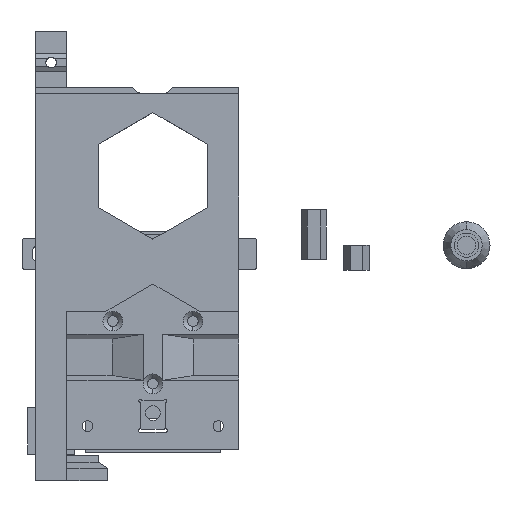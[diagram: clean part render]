
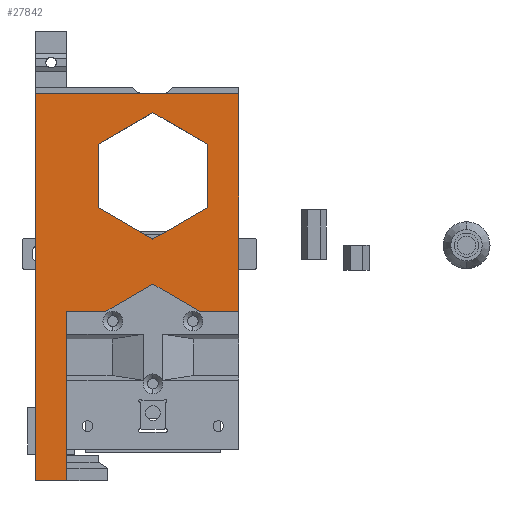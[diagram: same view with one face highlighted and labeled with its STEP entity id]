
A CAD part, front view. The second image highlights one B-rep face of the part: STEP entity #27842.
In plain terms, the highlighted face is planar.
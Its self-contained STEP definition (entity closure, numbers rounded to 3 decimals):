
#210 = CARTESIAN_POINT ( 'NONE',  ( -43.5, 79.85, 65. ) ) ;
#393 = CARTESIAN_POINT ( 'NONE',  ( -43.5, 10.41, 65. ) ) ;
#590 = ORIENTED_EDGE ( 'NONE', *, *, #1911, .T. ) ;
#934 = LINE ( 'NONE', #12935, #23958 ) ;
#1164 = VERTEX_POINT ( 'NONE', #7302 ) ;
#1350 = VERTEX_POINT ( 'NONE', #23829 ) ;
#1362 = VERTEX_POINT ( 'NONE', #26944 ) ;
#1499 = ORIENTED_EDGE ( 'NONE', *, *, #14766, .T. ) ;
#1911 = EDGE_CURVE ( 'NONE', #12677, #30336, #27373, .T. ) ;
#2395 = VERTEX_POINT ( 'NONE', #393 ) ;
#2547 = VERTEX_POINT ( 'NONE', #6782 ) ;
#2785 = DIRECTION ( 'NONE',  ( 0., 0.5, 0.866 ) ) ;
#2911 = LINE ( 'NONE', #15220, #7033 ) ;
#3151 = LINE ( 'NONE', #6105, #8244 ) ;
#3231 = CARTESIAN_POINT ( 'NONE',  ( -43.5, 63.746, 20. ) ) ;
#3543 = VECTOR ( 'NONE', #7471, 1000. ) ;
#3651 = PLANE ( 'NONE',  #20701 ) ;
#3886 = LINE ( 'NONE', #13434, #23769 ) ;
#3946 = ORIENTED_EDGE ( 'NONE', *, *, #9978, .T. ) ;
#4418 = EDGE_CURVE ( 'NONE', #21785, #2395, #4690, .T. ) ;
#4690 = LINE ( 'NONE', #25171, #16956 ) ;
#4957 = CARTESIAN_POINT ( 'NONE',  ( -43.5, 79.85, 10. ) ) ;
#5093 = LINE ( 'NONE', #19993, #16433 ) ;
#5106 = ORIENTED_EDGE ( 'NONE', *, *, #5694, .T. ) ;
#5121 = ORIENTED_EDGE ( 'NONE', *, *, #8172, .T. ) ;
#5156 = EDGE_CURVE ( 'NONE', #15138, #12677, #23931, .T. ) ;
#5532 = DIRECTION ( 'NONE',  ( 0., 1., 0. ) ) ;
#5694 = EDGE_CURVE ( 'NONE', #1362, #1164, #12570, .T. ) ;
#6013 = VECTOR ( 'NONE', #32272, 1000. ) ;
#6105 = CARTESIAN_POINT ( 'NONE',  ( -43.5, 10.41, 10. ) ) ;
#6190 = DIRECTION ( 'NONE',  ( 0., -1., 0. ) ) ;
#6264 = ORIENTED_EDGE ( 'NONE', *, *, #31957, .T. ) ;
#6656 = DIRECTION ( 'NONE',  ( 0., 0., -1. ) ) ;
#6782 = CARTESIAN_POINT ( 'NONE',  ( -43.5, 73.85, 37.5 ) ) ;
#7033 = VECTOR ( 'NONE', #5532, 1000. ) ;
#7280 = VERTEX_POINT ( 'NONE', #25948 ) ;
#7288 = VECTOR ( 'NONE', #11970, 1000. ) ;
#7302 = CARTESIAN_POINT ( 'NONE',  ( -43.5, 10.41, 52.5 ) ) ;
#7471 = DIRECTION ( 'NONE',  ( 0., 0.5, -0.866 ) ) ;
#7553 = VERTEX_POINT ( 'NONE', #30501 ) ;
#8172 = EDGE_CURVE ( 'NONE', #9812, #2547, #5093, .T. ) ;
#8244 = VECTOR ( 'NONE', #27921, 1000. ) ;
#8809 = VECTOR ( 'NONE', #22882, 1000. ) ;
#9063 = DIRECTION ( 'NONE',  ( 1., 0., 0. ) ) ;
#9320 = LINE ( 'NONE', #17311, #6013 ) ;
#9355 = EDGE_CURVE ( 'NONE', #2547, #15138, #11729, .T. ) ;
#9789 = LINE ( 'NONE', #14551, #3543 ) ;
#9812 = VERTEX_POINT ( 'NONE', #3231 ) ;
#9846 = DIRECTION ( 'NONE',  ( 0., -0.5, -0.866 ) ) ;
#9864 = VERTEX_POINT ( 'NONE', #9986 ) ;
#9978 = EDGE_CURVE ( 'NONE', #1350, #7280, #3886, .T. ) ;
#9986 = CARTESIAN_POINT ( 'NONE',  ( -43.5, 43.539, 20. ) ) ;
#10094 = DIRECTION ( 'NONE',  ( 0., -1., 0. ) ) ;
#11164 = VECTOR ( 'NONE', #21721, 1000. ) ;
#11344 = VECTOR ( 'NONE', #6656, 1000. ) ;
#11479 = CARTESIAN_POINT ( 'NONE',  ( -43.5, 63.746, 55. ) ) ;
#11729 = LINE ( 'NONE', #21394, #11164 ) ;
#11970 = DIRECTION ( 'NONE',  ( 0., -1., 0. ) ) ;
#12417 = CARTESIAN_POINT ( 'NONE',  ( -43.5, 10.41, 10. ) ) ;
#12518 = ORIENTED_EDGE ( 'NONE', *, *, #5156, .T. ) ;
#12570 = LINE ( 'NONE', #14705, #8809 ) ;
#12677 = VERTEX_POINT ( 'NONE', #17648 ) ;
#12797 = VERTEX_POINT ( 'NONE', #13387 ) ;
#12935 = CARTESIAN_POINT ( 'NONE',  ( -43.5, 10.41, 10. ) ) ;
#13387 = CARTESIAN_POINT ( 'NONE',  ( -43.5, 10.41, 10. ) ) ;
#13434 = CARTESIAN_POINT ( 'NONE',  ( -43.5, 33.75, 0. ) ) ;
#14551 = CARTESIAN_POINT ( 'NONE',  ( -43.5, 33.435, 37.5 ) ) ;
#14607 = CARTESIAN_POINT ( 'NONE',  ( -43.5, 43.539, 55. ) ) ;
#14705 = CARTESIAN_POINT ( 'NONE',  ( -43.5, 19.071, 37.5 ) ) ;
#14706 = DIRECTION ( 'NONE',  ( 0., 0., 1. ) ) ;
#14766 = EDGE_CURVE ( 'NONE', #7553, #1362, #22326, .T. ) ;
#15138 = VERTEX_POINT ( 'NONE', #27218 ) ;
#15220 = CARTESIAN_POINT ( 'NONE',  ( -43.5, 43.539, 20. ) ) ;
#16136 = EDGE_CURVE ( 'NONE', #23491, #12797, #934, .T. ) ;
#16313 = EDGE_CURVE ( 'NONE', #30336, #9864, #9789, .T. ) ;
#16433 = VECTOR ( 'NONE', #2785, 1000. ) ;
#16649 = EDGE_LOOP ( 'NONE', ( #16664, #5121, #19972, #12518, #590, #27388 ) ) ;
#16664 = ORIENTED_EDGE ( 'NONE', *, *, #23482, .T. ) ;
#16956 = VECTOR ( 'NONE', #10094, 1000. ) ;
#17311 = CARTESIAN_POINT ( 'NONE',  ( -43.5, -43.75, 10. ) ) ;
#17629 = VECTOR ( 'NONE', #9846, 1000. ) ;
#17648 = CARTESIAN_POINT ( 'NONE',  ( -43.5, 43.539, 55. ) ) ;
#18864 = ORIENTED_EDGE ( 'NONE', *, *, #16136, .T. ) ;
#18884 = CARTESIAN_POINT ( 'NONE',  ( -43.5, 33.75, 10. ) ) ;
#19972 = ORIENTED_EDGE ( 'NONE', *, *, #9355, .T. ) ;
#19993 = CARTESIAN_POINT ( 'NONE',  ( -43.5, 63.746, 20. ) ) ;
#20701 = AXIS2_PLACEMENT_3D ( 'NONE', #18884, #9063, #28894 ) ;
#21394 = CARTESIAN_POINT ( 'NONE',  ( -43.5, 73.85, 37.5 ) ) ;
#21721 = DIRECTION ( 'NONE',  ( 0., -0.5, 0.866 ) ) ;
#21785 = VERTEX_POINT ( 'NONE', #210 ) ;
#22153 = CARTESIAN_POINT ( 'NONE',  ( -43.5, 10.41, 22.5 ) ) ;
#22238 = LINE ( 'NONE', #12417, #29958 ) ;
#22326 = LINE ( 'NONE', #22153, #22930 ) ;
#22590 = ORIENTED_EDGE ( 'NONE', *, *, #24692, .F. ) ;
#22882 = DIRECTION ( 'NONE',  ( 0., -0.5, 0.866 ) ) ;
#22930 = VECTOR ( 'NONE', #26937, 1000. ) ;
#23341 = FACE_BOUND ( 'NONE', #16649, .T. ) ;
#23467 = ORIENTED_EDGE ( 'NONE', *, *, #4418, .F. ) ;
#23482 = EDGE_CURVE ( 'NONE', #9864, #9812, #2911, .T. ) ;
#23491 = VERTEX_POINT ( 'NONE', #24897 ) ;
#23769 = VECTOR ( 'NONE', #6190, 1000. ) ;
#23829 = CARTESIAN_POINT ( 'NONE',  ( -43.5, 79.85, 0. ) ) ;
#23931 = LINE ( 'NONE', #11479, #7288 ) ;
#23958 = VECTOR ( 'NONE', #28167, 1000. ) ;
#24107 = EDGE_LOOP ( 'NONE', ( #22590, #18864, #6264, #1499, #5106, #26923, #23467, #27333, #3946 ) ) ;
#24692 = EDGE_CURVE ( 'NONE', #23491, #7280, #9320, .T. ) ;
#24897 = CARTESIAN_POINT ( 'NONE',  ( -43.5, -43.75, 10. ) ) ;
#25171 = CARTESIAN_POINT ( 'NONE',  ( -43.5, 79.85, 65. ) ) ;
#25948 = CARTESIAN_POINT ( 'NONE',  ( -43.5, -43.75, 0. ) ) ;
#26124 = FACE_OUTER_BOUND ( 'NONE', #24107, .T. ) ;
#26923 = ORIENTED_EDGE ( 'NONE', *, *, #30877, .T. ) ;
#26937 = DIRECTION ( 'NONE',  ( 0., 0.5, 0.866 ) ) ;
#26944 = CARTESIAN_POINT ( 'NONE',  ( -43.5, 19.071, 37.5 ) ) ;
#27218 = CARTESIAN_POINT ( 'NONE',  ( -43.5, 63.746, 55. ) ) ;
#27333 = ORIENTED_EDGE ( 'NONE', *, *, #29155, .T. ) ;
#27373 = LINE ( 'NONE', #14607, #17629 ) ;
#27388 = ORIENTED_EDGE ( 'NONE', *, *, #16313, .T. ) ;
#27842 = ADVANCED_FACE ( 'NONE', ( #23341, #26124 ), #3651, .F. ) ;
#27921 = DIRECTION ( 'NONE',  ( 0., 0., 1. ) ) ;
#28167 = DIRECTION ( 'NONE',  ( 0., 1., 0. ) ) ;
#28894 = DIRECTION ( 'NONE',  ( 0., 1., 0. ) ) ;
#29155 = EDGE_CURVE ( 'NONE', #21785, #1350, #31575, .T. ) ;
#29958 = VECTOR ( 'NONE', #14706, 1000. ) ;
#30336 = VERTEX_POINT ( 'NONE', #31963 ) ;
#30501 = CARTESIAN_POINT ( 'NONE',  ( -43.5, 10.41, 22.5 ) ) ;
#30877 = EDGE_CURVE ( 'NONE', #1164, #2395, #3151, .T. ) ;
#31575 = LINE ( 'NONE', #4957, #11344 ) ;
#31957 = EDGE_CURVE ( 'NONE', #12797, #7553, #22238, .T. ) ;
#31963 = CARTESIAN_POINT ( 'NONE',  ( -43.5, 33.435, 37.5 ) ) ;
#32272 = DIRECTION ( 'NONE',  ( 0., 0., -1. ) ) ;
